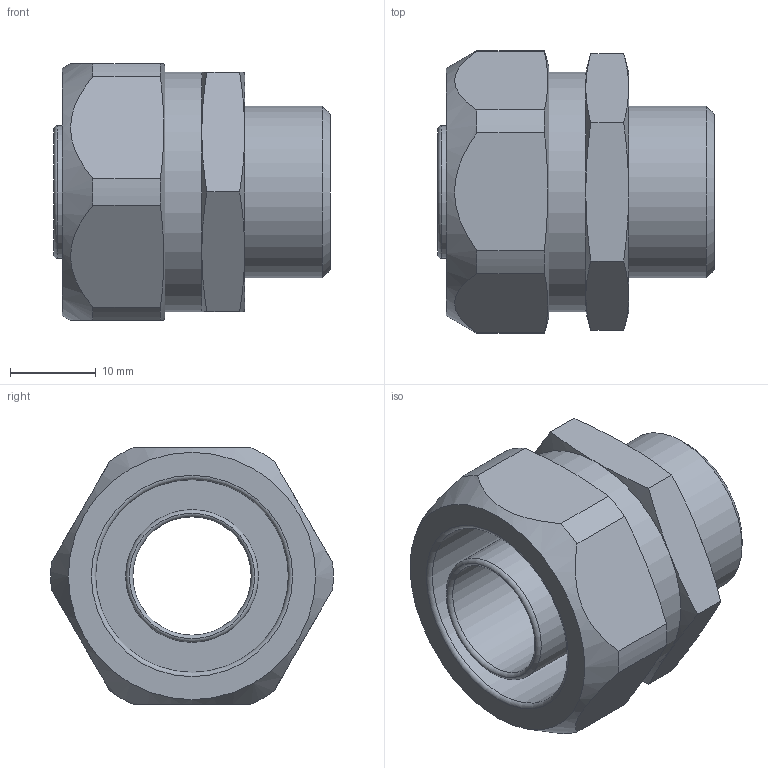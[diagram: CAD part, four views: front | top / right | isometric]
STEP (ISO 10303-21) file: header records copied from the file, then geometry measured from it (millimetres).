
FILE_DESCRIPTION( ( 'STEP AP214' ), '1' );
FILE_NAME( '6014-20A.stp', '2018-12-14T19:13:08', ( '' ), ( '' ), ' ', 'PARTsolutions', ' ' );
FILE_SCHEMA( ( 'AUTOMOTIVE_DESIGN { 1 0 10303 214 1 1 1 1 }' ) );
Length unit declared in the file: millimetre
Products named in the file (1): _6014-20A
Bounding box: 32.29 x 32.98 x 30 mm (x, y, z)
Volume: 10216.5 mm3; surface area: 6975.8 mm2
Topology: 1 solids, 1 shells, 49 faces, 111 edges, 67 vertices
Faces by surface type: plane 17, cone 17, cylinder 12, torus 3
Full cylindrical faces by diameter (mm): 13.8 x1, 15 x1, 15.5 x1, 20 x1, 22.5 x1, 28 x1
Entity records: 1890 total; most frequent: CARTESIAN_POINT 490, DIRECTION 200, ORIENTED_EDGE 190, EDGE_CURVE 95, AXIS2_PLACEMENT_3D 91, EDGE_LOOP 68, VERTEX_POINT 65, FACE_OUTER_BOUND 58
